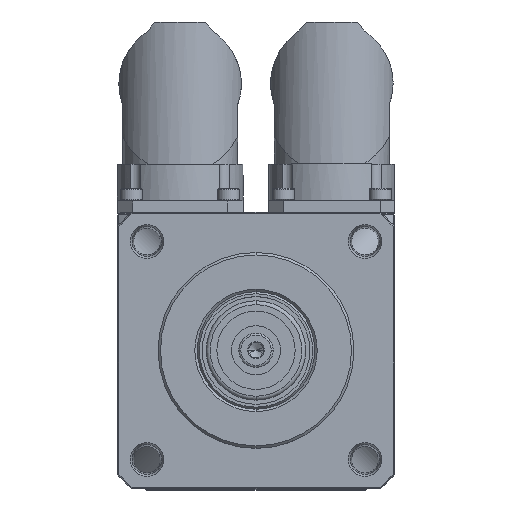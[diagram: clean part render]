
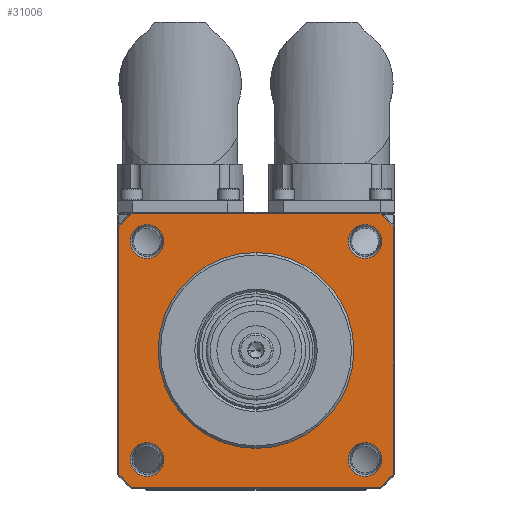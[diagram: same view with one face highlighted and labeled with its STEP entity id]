
A CAD part, top view. The second image highlights one B-rep face of the part: STEP entity #31006.
In plain terms, the highlighted planar face has unit normal (0, 0, 1).
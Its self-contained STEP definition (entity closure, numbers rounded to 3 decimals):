
#2052=DIRECTION('',(-1.,0.,0.));
#2053=VECTOR('',#2052,50.647);
#2054=CARTESIAN_POINT('',(25.323,-28.011,59.7));
#2055=LINE('',#2054,#2053);
#2067=CARTESIAN_POINT('',(0.,0.,59.7));
#2068=DIRECTION('',(0.,0.,-1.));
#2069=DIRECTION('',(-0.742,0.671,0.));
#2070=AXIS2_PLACEMENT_3D('',#2067,#2068,#2069);
#2072=CARTESIAN_POINT('',(0.,0.,59.7));
#2073=DIRECTION('',(0.,0.,-1.));
#2074=DIRECTION('',(0.671,0.742,0.));
#2075=AXIS2_PLACEMENT_3D('',#2072,#2073,#2074);
#2077=CARTESIAN_POINT('',(0.,0.,59.7));
#2078=DIRECTION('',(0.,0.,-1.));
#2079=DIRECTION('',(0.742,-0.671,0.));
#2080=AXIS2_PLACEMENT_3D('',#2077,#2078,#2079);
#2082=CARTESIAN_POINT('',(0.,0.,59.7));
#2083=DIRECTION('',(0.,0.,-1.));
#2084=DIRECTION('',(-0.671,-0.742,0.));
#2085=AXIS2_PLACEMENT_3D('',#2082,#2083,#2084);
#2087=CARTESIAN_POINT('',(22.274,22.274,59.7));
#2088=DIRECTION('',(0.,0.,-1.));
#2089=DIRECTION('',(1.,0.,0.));
#2090=AXIS2_PLACEMENT_3D('',#2087,#2088,#2089);
#2092=CARTESIAN_POINT('',(22.274,22.274,59.7));
#2093=DIRECTION('',(0.,0.,-1.));
#2094=DIRECTION('',(-1.,0.,0.));
#2095=AXIS2_PLACEMENT_3D('',#2092,#2093,#2094);
#2097=CARTESIAN_POINT('',(-22.274,22.274,59.7));
#2098=DIRECTION('',(0.,0.,-1.));
#2099=DIRECTION('',(-1.,0.,0.));
#2100=AXIS2_PLACEMENT_3D('',#2097,#2098,#2099);
#2102=CARTESIAN_POINT('',(-22.274,22.274,59.7));
#2103=DIRECTION('',(0.,0.,-1.));
#2104=DIRECTION('',(1.,0.,0.));
#2105=AXIS2_PLACEMENT_3D('',#2102,#2103,#2104);
#2107=CARTESIAN_POINT('',(-22.274,-22.274,59.7));
#2108=DIRECTION('',(0.,0.,-1.));
#2109=DIRECTION('',(1.,0.,0.));
#2110=AXIS2_PLACEMENT_3D('',#2107,#2108,#2109);
#2112=CARTESIAN_POINT('',(-22.274,-22.274,59.7));
#2113=DIRECTION('',(0.,0.,-1.));
#2114=DIRECTION('',(-1.,0.,0.));
#2115=AXIS2_PLACEMENT_3D('',#2112,#2113,#2114);
#2117=CARTESIAN_POINT('',(22.274,-22.274,59.7));
#2118=DIRECTION('',(0.,0.,-1.));
#2119=DIRECTION('',(1.,0.,0.));
#2120=AXIS2_PLACEMENT_3D('',#2117,#2118,#2119);
#2122=CARTESIAN_POINT('',(22.274,-22.274,59.7));
#2123=DIRECTION('',(0.,0.,-1.));
#2124=DIRECTION('',(-1.,0.,0.));
#2125=AXIS2_PLACEMENT_3D('',#2122,#2123,#2124);
#2127=DIRECTION('',(0.,1.,0.));
#2128=VECTOR('',#2127,50.647);
#2129=CARTESIAN_POINT('',(-28.011,-25.323,59.7));
#2130=LINE('',#2129,#2128);
#2166=DIRECTION('',(1.,0.,0.));
#2167=VECTOR('',#2166,50.647);
#2168=CARTESIAN_POINT('',(-25.323,28.011,59.7));
#2169=LINE('',#2168,#2167);
#2193=DIRECTION('',(0.,-1.,0.));
#2194=VECTOR('',#2193,50.647);
#2195=CARTESIAN_POINT('',(28.011,25.323,59.7));
#2196=LINE('',#2195,#2194);
#2228=CARTESIAN_POINT('',(0.,0.,59.7));
#2229=DIRECTION('',(0.,0.,1.));
#2230=DIRECTION('',(0.,-1.,0.));
#2231=AXIS2_PLACEMENT_3D('',#2228,#2229,#2230);
#2233=CARTESIAN_POINT('',(0.,0.,59.7));
#2234=DIRECTION('',(0.,0.,-1.));
#2235=DIRECTION('',(0.,-1.,0.));
#2236=AXIS2_PLACEMENT_3D('',#2233,#2234,#2235);
#24825=CARTESIAN_POINT('',(0.,-20.,59.7));
#24826=CARTESIAN_POINT('',(0.,20.,59.7));
#24827=VERTEX_POINT('',#24825);
#24828=VERTEX_POINT('',#24826);
#24829=CARTESIAN_POINT('',(-28.011,-25.323,59.7));
#24830=CARTESIAN_POINT('',(-28.011,25.323,59.7));
#24831=VERTEX_POINT('',#24829);
#24832=VERTEX_POINT('',#24830);
#24833=CARTESIAN_POINT('',(-25.323,28.011,59.7));
#24834=VERTEX_POINT('',#24833);
#24835=CARTESIAN_POINT('',(-25.323,-28.011,59.7));
#24836=VERTEX_POINT('',#24835);
#24837=CARTESIAN_POINT('',(25.323,-28.011,59.7));
#24838=VERTEX_POINT('',#24837);
#24839=CARTESIAN_POINT('',(28.011,-25.323,59.7));
#24840=VERTEX_POINT('',#24839);
#24841=CARTESIAN_POINT('',(28.011,25.323,59.7));
#24842=VERTEX_POINT('',#24841);
#24843=CARTESIAN_POINT('',(25.323,28.011,59.7));
#24844=VERTEX_POINT('',#24843);
#24861=CARTESIAN_POINT('',(25.713,22.274,59.7));
#24862=CARTESIAN_POINT('',(18.835,22.274,59.7));
#24863=VERTEX_POINT('',#24861);
#24864=VERTEX_POINT('',#24862);
#24865=CARTESIAN_POINT('',(-25.713,22.274,59.7));
#24866=CARTESIAN_POINT('',(-18.835,22.274,59.7));
#24867=VERTEX_POINT('',#24865);
#24868=VERTEX_POINT('',#24866);
#24869=CARTESIAN_POINT('',(-18.835,-22.274,59.7));
#24870=CARTESIAN_POINT('',(-25.713,-22.274,59.7));
#24871=VERTEX_POINT('',#24869);
#24872=VERTEX_POINT('',#24870);
#24873=CARTESIAN_POINT('',(25.713,-22.274,59.7));
#24874=CARTESIAN_POINT('',(18.835,-22.274,59.7));
#24875=VERTEX_POINT('',#24873);
#24876=VERTEX_POINT('',#24874);
#30954=CARTESIAN_POINT('',(0.,0.,59.7));
#30955=DIRECTION('',(0.,0.,-1.));
#30956=DIRECTION('',(0.,-1.,0.));
#30957=AXIS2_PLACEMENT_3D('',#30954,#30955,#30956);
#30958=PLANE('',#30957);
#30960=ORIENTED_EDGE('',*,*,#30959,.T.);
#30962=ORIENTED_EDGE('',*,*,#30961,.T.);
#30964=ORIENTED_EDGE('',*,*,#30963,.T.);
#30966=ORIENTED_EDGE('',*,*,#30965,.T.);
#30968=ORIENTED_EDGE('',*,*,#30967,.T.);
#30970=ORIENTED_EDGE('',*,*,#30969,.T.);
#30971=ORIENTED_EDGE('',*,*,#30944,.T.);
#30973=ORIENTED_EDGE('',*,*,#30972,.T.);
#30974=EDGE_LOOP('',(#30960,#30962,#30964,#30966,#30968,#30970,#30971,#30973));
#30975=FACE_OUTER_BOUND('',#30974,.F.);
#30977=ORIENTED_EDGE('',*,*,#30976,.T.);
#30979=ORIENTED_EDGE('',*,*,#30978,.F.);
#30980=EDGE_LOOP('',(#30977,#30979));
#30981=FACE_BOUND('',#30980,.F.);
#30983=ORIENTED_EDGE('',*,*,#30982,.F.);
#30985=ORIENTED_EDGE('',*,*,#30984,.F.);
#30986=EDGE_LOOP('',(#30983,#30985));
#30987=FACE_BOUND('',#30986,.F.);
#30989=ORIENTED_EDGE('',*,*,#30988,.F.);
#30991=ORIENTED_EDGE('',*,*,#30990,.F.);
#30992=EDGE_LOOP('',(#30989,#30991));
#30993=FACE_BOUND('',#30992,.F.);
#30995=ORIENTED_EDGE('',*,*,#30994,.F.);
#30997=ORIENTED_EDGE('',*,*,#30996,.F.);
#30998=EDGE_LOOP('',(#30995,#30997));
#30999=FACE_BOUND('',#30998,.F.);
#31001=ORIENTED_EDGE('',*,*,#31000,.F.);
#31003=ORIENTED_EDGE('',*,*,#31002,.F.);
#31004=EDGE_LOOP('',(#31001,#31003));
#31005=FACE_BOUND('',#31004,.F.);
#31006=ADVANCED_FACE('',(#30975,#30981,#30987,#30993,#30999,#31005),#30958,.F.);
#2071=CIRCLE('',#2070,37.761);
#2076=CIRCLE('',#2075,37.761);
#2081=CIRCLE('',#2080,37.761);
#2086=CIRCLE('',#2085,37.761);
#2091=CIRCLE('',#2090,3.439);
#2096=CIRCLE('',#2095,3.439);
#2101=CIRCLE('',#2100,3.439);
#2106=CIRCLE('',#2105,3.439);
#2111=CIRCLE('',#2110,3.439);
#2116=CIRCLE('',#2115,3.439);
#2121=CIRCLE('',#2120,3.439);
#2126=CIRCLE('',#2125,3.439);
#2232=CIRCLE('',#2231,20.);
#2237=CIRCLE('',#2236,20.);
#30944=EDGE_CURVE('',#24838,#24836,#2055,.T.);
#30959=EDGE_CURVE('',#24831,#24832,#2130,.T.);
#30961=EDGE_CURVE('',#24832,#24834,#2071,.T.);
#30963=EDGE_CURVE('',#24834,#24844,#2169,.T.);
#30965=EDGE_CURVE('',#24844,#24842,#2076,.T.);
#30967=EDGE_CURVE('',#24842,#24840,#2196,.T.);
#30969=EDGE_CURVE('',#24840,#24838,#2081,.T.);
#30972=EDGE_CURVE('',#24836,#24831,#2086,.T.);
#30976=EDGE_CURVE('',#24827,#24828,#2232,.T.);
#30978=EDGE_CURVE('',#24827,#24828,#2237,.T.);
#30982=EDGE_CURVE('',#24863,#24864,#2091,.T.);
#30984=EDGE_CURVE('',#24864,#24863,#2096,.T.);
#30988=EDGE_CURVE('',#24867,#24868,#2101,.T.);
#30990=EDGE_CURVE('',#24868,#24867,#2106,.T.);
#30994=EDGE_CURVE('',#24871,#24872,#2111,.T.);
#30996=EDGE_CURVE('',#24872,#24871,#2116,.T.);
#31000=EDGE_CURVE('',#24875,#24876,#2121,.T.);
#31002=EDGE_CURVE('',#24876,#24875,#2126,.T.);
